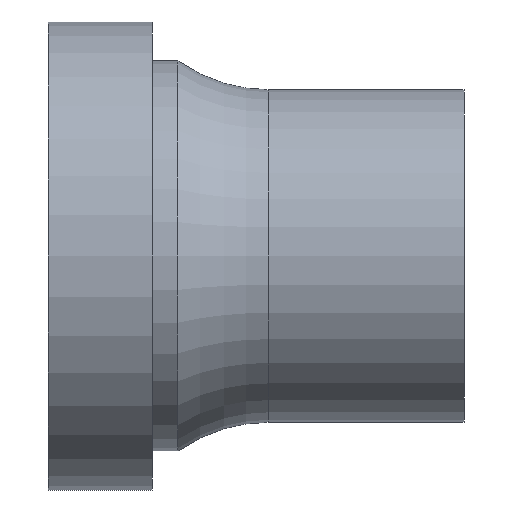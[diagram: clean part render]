
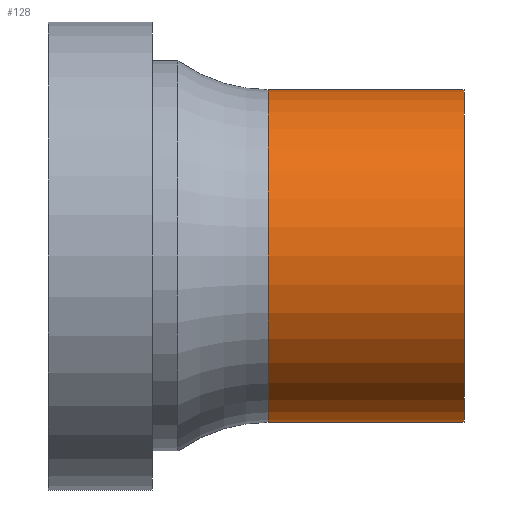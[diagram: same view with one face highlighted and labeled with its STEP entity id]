
A CAD part, front view. The second image highlights one B-rep face of the part: STEP entity #128.
In plain terms, the highlighted cylindrical face has radius 3.2 mm (diameter 6.4 mm), a full revolution.
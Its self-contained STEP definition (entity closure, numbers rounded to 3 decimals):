
#25=CYLINDRICAL_SURFACE('',#161,3.2);
#43=ORIENTED_EDGE('',*,*,#56,.F.);
#44=ORIENTED_EDGE('',*,*,#48,.T.);
#48=EDGE_CURVE('',#58,#58,#68,.T.);
#56=EDGE_CURVE('',#66,#66,#76,.T.);
#58=VERTEX_POINT('',#210);
#66=VERTEX_POINT('',#233);
#68=CIRCLE('',#145,3.2);
#76=CIRCLE('',#160,3.2);
#93=EDGE_LOOP('',(#43));
#94=EDGE_LOOP('',(#44));
#113=FACE_BOUND('',#93,.T.);
#114=FACE_BOUND('',#94,.T.);
#128=ADVANCED_FACE('',(#113,#114),#25,.T.);
#145=AXIS2_PLACEMENT_3D('',#209,#169,#170);
#160=AXIS2_PLACEMENT_3D('',#232,#199,#200);
#161=AXIS2_PLACEMENT_3D('',#234,#201,#202);
#169=DIRECTION('',(-1.,0.,0.));
#170=DIRECTION('',(0.,0.,1.));
#199=DIRECTION('',(-1.,0.,0.));
#200=DIRECTION('',(0.,0.,1.));
#201=DIRECTION('',(-1.,0.,0.));
#202=DIRECTION('',(0.,0.,1.));
#209=CARTESIAN_POINT('',(0.,0.,0.));
#210=CARTESIAN_POINT('',(0.,0.,3.2));
#232=CARTESIAN_POINT('',(-3.769,0.,0.));
#233=CARTESIAN_POINT('',(-3.769,0.,3.2));
#234=CARTESIAN_POINT('',(-60.,0.,0.));
